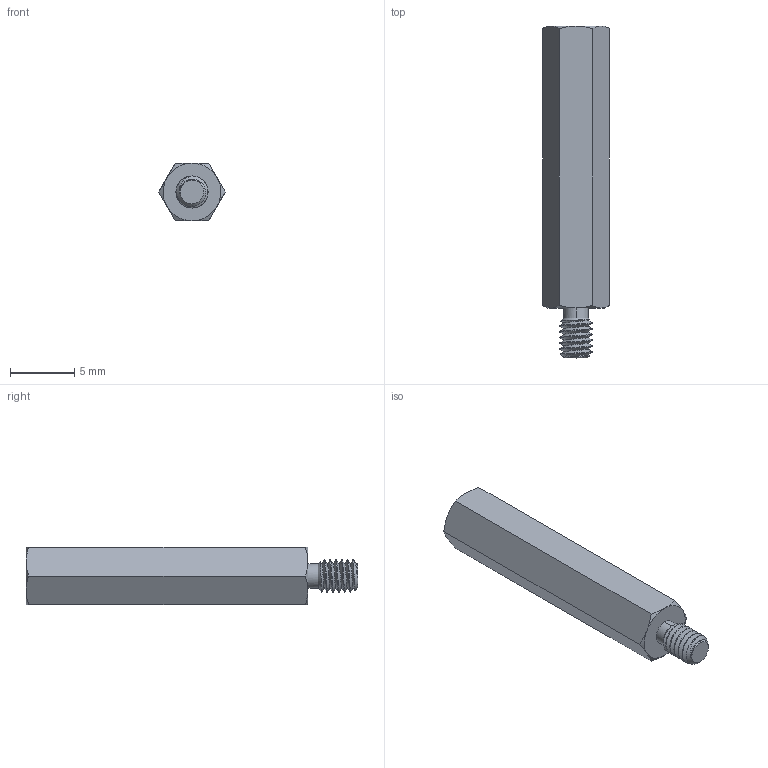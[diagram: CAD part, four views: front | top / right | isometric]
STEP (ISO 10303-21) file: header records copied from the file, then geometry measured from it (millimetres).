
FILE_DESCRIPTION(/* description */ (''),/* implementation_level */ '2;1');
FILE_NAME(/* name */ 'HEB5BB~1',/* time_stamp */ '2022-10-09T11:10:08+02:00',/* author */ (''),/* organization */ (''),/* preprocessor_version */ 'ST-DEVELOPER v16.5',/* originating_system */ '',/* authorisation */ '');
FILE_SCHEMA (('AUTOMOTIVE_DESIGN'));
Length unit declared in the file: millimetre
Products named in the file (1): Document
Bounding box: 5.2 x 25.9 x 4.5 mm (x, y, z)
Volume: 381 mm3; surface area: 472.4 mm2
Topology: 1 solids, 1 shells, 73 faces, 190 edges, 121 vertices
Faces by surface type: bspline 63, plane 10
Entity records: 7702 total; most frequent: CARTESIAN_POINT 6631, ORIENTED_EDGE 380, EDGE_CURVE 190, VERTEX_POINT 121, B_SPLINE_CURVE_WITH_KNOTS 93, EDGE_LOOP 75, ADVANCED_FACE 73, FACE_OUTER_BOUND 73
